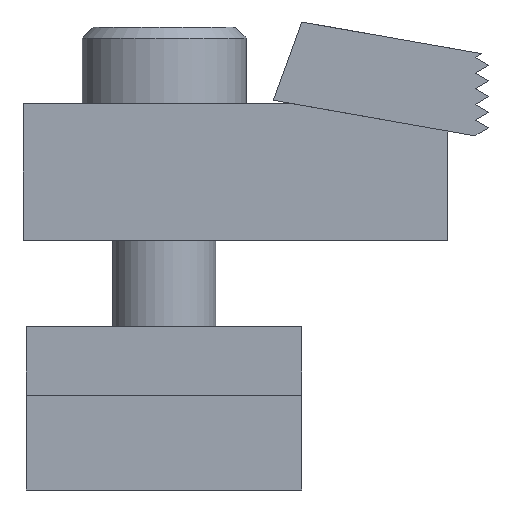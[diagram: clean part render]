
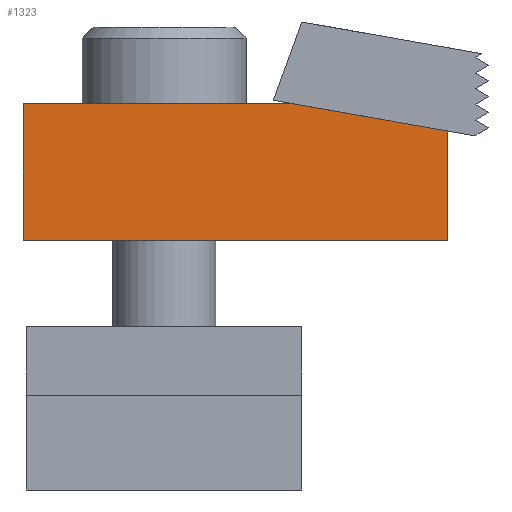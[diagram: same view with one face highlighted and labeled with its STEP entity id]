
A CAD part, front view. The second image highlights one B-rep face of the part: STEP entity #1323.
In plain terms, the highlighted planar face has unit normal (0, -1, 0).
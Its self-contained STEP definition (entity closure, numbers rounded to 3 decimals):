
#4 = ORIENTED_EDGE ( 'NONE', *, *, #372, .F. ) ;
#79 = CARTESIAN_POINT ( 'NONE',  ( -16.345, -14.287, 15.875 ) ) ;
#87 = LINE ( 'NONE', #1515, #1250 ) ;
#105 = CARTESIAN_POINT ( 'NONE',  ( -16.345, -14.287, 0. ) ) ;
#203 = DIRECTION ( 'NONE',  ( 0.985, 0., -0.174 ) ) ;
#223 = VECTOR ( 'NONE', #2793, 1000. ) ;
#234 = CARTESIAN_POINT ( 'NONE',  ( -16.345, -14.287, 15.875 ) ) ;
#372 = EDGE_CURVE ( 'NONE', #692, #1606, #2775, .T. ) ;
#392 = EDGE_CURVE ( 'NONE', #1851, #1488, #2294, .T. ) ;
#592 = CARTESIAN_POINT ( 'NONE',  ( 32.931, -14.287, 12.7 ) ) ;
#692 = VERTEX_POINT ( 'NONE', #1293 ) ;
#696 = EDGE_CURVE ( 'NONE', #1488, #2993, #2266, .T. ) ;
#736 = VECTOR ( 'NONE', #1120, 1000. ) ;
#976 = CARTESIAN_POINT ( 'NONE',  ( 14.925, -14.287, 15.875 ) ) ;
#1005 = CARTESIAN_POINT ( 'NONE',  ( 14.925, -14.287, 15.875 ) ) ;
#1120 = DIRECTION ( 'NONE',  ( 0., 0., -1. ) ) ;
#1238 = ORIENTED_EDGE ( 'NONE', *, *, #696, .F. ) ;
#1250 = VECTOR ( 'NONE', #2962, 1000. ) ;
#1269 = ORIENTED_EDGE ( 'NONE', *, *, #392, .F. ) ;
#1293 = CARTESIAN_POINT ( 'NONE',  ( 32.931, -14.287, 12.7 ) ) ;
#1323 = ADVANCED_FACE ( 'NONE', ( #1987 ), #3107, .T. ) ;
#1488 = VERTEX_POINT ( 'NONE', #234 ) ;
#1515 = CARTESIAN_POINT ( 'NONE',  ( 32.931, -14.287, 0. ) ) ;
#1522 = ORIENTED_EDGE ( 'NONE', *, *, #2816, .F. ) ;
#1606 = VERTEX_POINT ( 'NONE', #2544 ) ;
#1657 = AXIS2_PLACEMENT_3D ( 'NONE', #2947, #1915, #2471 ) ;
#1851 = VERTEX_POINT ( 'NONE', #2699 ) ;
#1906 = EDGE_LOOP ( 'NONE', ( #1269, #1522, #4, #2063, #1238 ) ) ;
#1915 = DIRECTION ( 'NONE',  ( 0., -1., 0. ) ) ;
#1969 = VECTOR ( 'NONE', #2785, 1000. ) ;
#1987 = FACE_OUTER_BOUND ( 'NONE', #1906, .T. ) ;
#2063 = ORIENTED_EDGE ( 'NONE', *, *, #2610, .F. ) ;
#2266 = LINE ( 'NONE', #79, #1969 ) ;
#2294 = LINE ( 'NONE', #105, #223 ) ;
#2471 = DIRECTION ( 'NONE',  ( 0., 0., 1. ) ) ;
#2544 = CARTESIAN_POINT ( 'NONE',  ( 32.931, -14.287, 0. ) ) ;
#2610 = EDGE_CURVE ( 'NONE', #2993, #692, #2888, .T. ) ;
#2699 = CARTESIAN_POINT ( 'NONE',  ( -16.345, -14.287, 0. ) ) ;
#2775 = LINE ( 'NONE', #592, #736 ) ;
#2785 = DIRECTION ( 'NONE',  ( 1., 0., 0. ) ) ;
#2793 = DIRECTION ( 'NONE',  ( 0., 0., 1. ) ) ;
#2816 = EDGE_CURVE ( 'NONE', #1606, #1851, #87, .T. ) ;
#2888 = LINE ( 'NONE', #976, #3115 ) ;
#2947 = CARTESIAN_POINT ( 'NONE',  ( -16.345, -14.287, 0. ) ) ;
#2962 = DIRECTION ( 'NONE',  ( -1., 0., 0. ) ) ;
#2993 = VERTEX_POINT ( 'NONE', #1005 ) ;
#3107 = PLANE ( 'NONE',  #1657 ) ;
#3115 = VECTOR ( 'NONE', #203, 1000. ) ;
